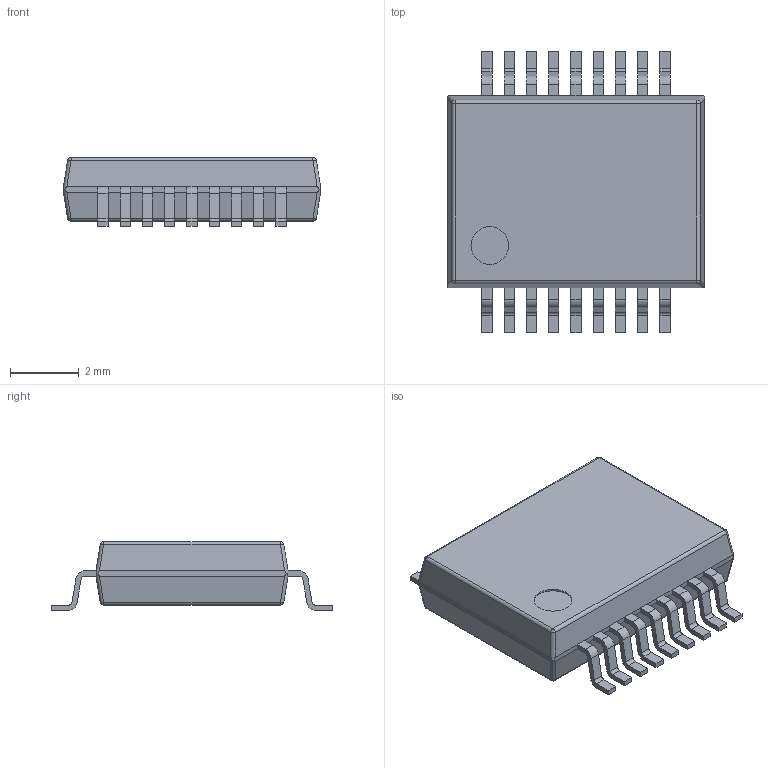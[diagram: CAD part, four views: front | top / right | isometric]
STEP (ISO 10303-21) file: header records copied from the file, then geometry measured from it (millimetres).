
FILE_DESCRIPTION(('STEP AP214'), '1');
FILE_NAME('MO-150', '2019-09-12T15:40:27', ('AF'), (''), 'UNSPECIFIED', 'UNSPECIFIED', '');
FILE_SCHEMA(('AUTOMOTIVE_DESIGN { 1 0 10303 214 3 1 1}'));
Length unit declared in the file: millimetre
Assembly tree (9 placements, depth 2):
  (unnamed)
    (unnamed)  x9
Bounding box: 7.5 x 8.2 x 2 mm (x, y, z)
Volume: 76.7 mm3; surface area: 166.3 mm2
Topology: 19 solids, 19 shells, 292 faces, 815 edges, 572 vertices
Faces by surface type: plane 195, cylinder 89, bspline 8
Full cylindrical faces by diameter (mm): 1.1 x1
Entity records: 3407 total; most frequent: CARTESIAN_POINT 602, DIRECTION 392, ORIENTED_EDGE 316, LINE 168, VECTOR 168, EDGE_CURVE 158, AXIS2_PLACEMENT_3D 112, VERTEX_POINT 98
